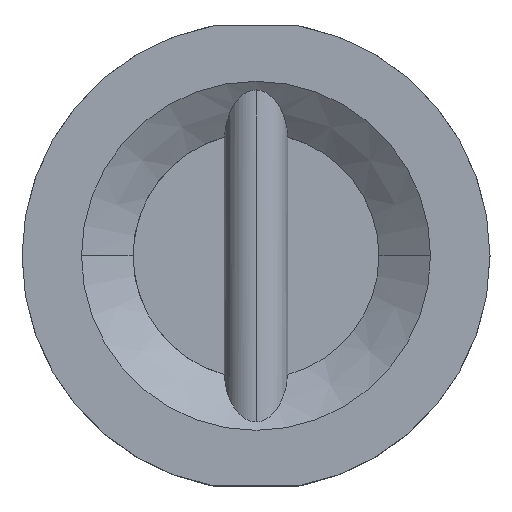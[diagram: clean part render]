
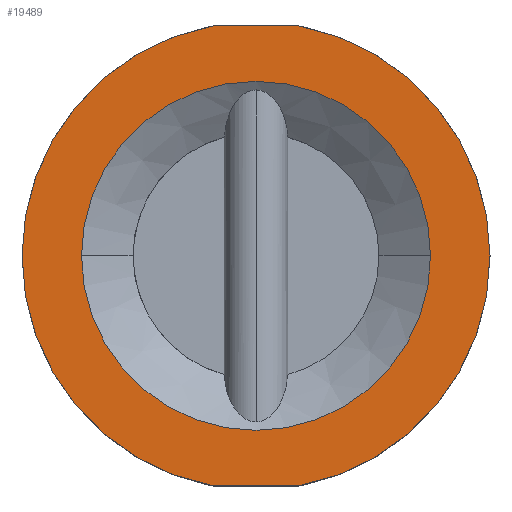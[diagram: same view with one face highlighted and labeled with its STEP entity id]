
A CAD part, top view. The second image highlights one B-rep face of the part: STEP entity #19489.
In plain terms, the highlighted planar face has unit normal (0, 0, 1).
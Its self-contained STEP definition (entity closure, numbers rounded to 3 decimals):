
#117 = VERTEX_POINT ( 'NONE', #14279 ) ;
#175 = EDGE_CURVE ( 'NONE', #11987, #117, #14417, .T. ) ;
#3917 = CARTESIAN_POINT ( 'NONE',  ( 44., 0., 0. ) ) ;
#3922 = DIRECTION ( 'NONE',  ( 1., 0., 0. ) ) ;
#3923 = DIRECTION ( 'NONE',  ( 0., 0., 1. ) ) ;
#3924 = CARTESIAN_POINT ( 'NONE',  ( 0., 0., 0. ) ) ;
#3925 = AXIS2_PLACEMENT_3D ( 'NONE', #3924, #3923, #3922 ) ;
#3926 = CIRCLE ( 'NONE', #3925, 44. ) ;
#3934 = CARTESIAN_POINT ( 'NONE',  ( -44., 0., 0. ) ) ;
#4155 = CARTESIAN_POINT ( 'NONE',  ( 59., 0., 0. ) ) ;
#4160 = CARTESIAN_POINT ( 'NONE',  ( 10.817, -58., 0. ) ) ;
#4199 = DIRECTION ( 'NONE',  ( 1., 0., 0. ) ) ;
#4200 = DIRECTION ( 'NONE',  ( 0., 0., 1. ) ) ;
#4201 = CARTESIAN_POINT ( 'NONE',  ( 0., 0., 0. ) ) ;
#4202 = AXIS2_PLACEMENT_3D ( 'NONE', #4201, #4200, #4199 ) ;
#4203 = CIRCLE ( 'NONE', #4202, 59. ) ;
#11074 = DIRECTION ( 'NONE',  ( 1., 0., 0. ) ) ;
#11075 = VECTOR ( 'NONE', #11074, 1000. ) ;
#11076 = CARTESIAN_POINT ( 'NONE',  ( -10.817, 58., 0. ) ) ;
#11081 = LINE ( 'NONE', #11076, #11075 ) ;
#11124 = DIRECTION ( 'NONE',  ( 1., 0., 0. ) ) ;
#11125 = DIRECTION ( 'NONE',  ( 0., 0., 1. ) ) ;
#11126 = CARTESIAN_POINT ( 'NONE',  ( 0., 0., 0. ) ) ;
#11127 = AXIS2_PLACEMENT_3D ( 'NONE', #11126, #11125, #11124 ) ;
#11128 = CIRCLE ( 'NONE', #11127, 44. ) ;
#11129 = DIRECTION ( 'NONE',  ( -1., 0., 0. ) ) ;
#11130 = VECTOR ( 'NONE', #11129, 1000. ) ;
#11131 = CARTESIAN_POINT ( 'NONE',  ( -10.817, -58., 0. ) ) ;
#11132 = LINE ( 'NONE', #11131, #11130 ) ;
#11133 = CARTESIAN_POINT ( 'NONE',  ( -10.817, 58., 0. ) ) ;
#11134 = CARTESIAN_POINT ( 'NONE',  ( -10.817, -58., 0. ) ) ;
#11139 = DIRECTION ( 'NONE',  ( -1., 0., 0. ) ) ;
#11140 = DIRECTION ( 'NONE',  ( 0., 0., -1. ) ) ;
#11141 = CARTESIAN_POINT ( 'NONE',  ( -44., 0., 0. ) ) ;
#11142 = AXIS2_PLACEMENT_3D ( 'NONE', #11141, #11140, #11139 ) ;
#11143 = PLANE ( 'NONE',  #11142 ) ;
#11144 = FACE_BOUND ( 'NONE', #19464, .T. ) ;
#11145 = DIRECTION ( 'NONE',  ( 1., 0., 0. ) ) ;
#11146 = DIRECTION ( 'NONE',  ( 0., 0., 1. ) ) ;
#11147 = AXIS2_PLACEMENT_3D ( 'NONE', #11154, #11146, #11145 ) ;
#11148 = CIRCLE ( 'NONE', #11147, 59. ) ;
#11149 = FACE_OUTER_BOUND ( 'NONE', #19487, .T. ) ;
#11154 = CARTESIAN_POINT ( 'NONE',  ( 0., 0., 0. ) ) ;
#11908 = VERTEX_POINT ( 'NONE', #3934 ) ;
#11913 = EDGE_CURVE ( 'NONE', #11908, #11918, #3926, .T. ) ;
#11918 = VERTEX_POINT ( 'NONE', #3917 ) ;
#11983 = VERTEX_POINT ( 'NONE', #4160 ) ;
#11987 = VERTEX_POINT ( 'NONE', #4155 ) ;
#11998 = EDGE_CURVE ( 'NONE', #11983, #11987, #4203, .T. ) ;
#14279 = CARTESIAN_POINT ( 'NONE',  ( 10.817, 58., 0. ) ) ;
#14413 = DIRECTION ( 'NONE',  ( 1., 0., 0. ) ) ;
#14414 = DIRECTION ( 'NONE',  ( 0., 0., 1. ) ) ;
#14415 = CARTESIAN_POINT ( 'NONE',  ( 0., 0., 0. ) ) ;
#14416 = AXIS2_PLACEMENT_3D ( 'NONE', #14415, #14414, #14413 ) ;
#14417 = CIRCLE ( 'NONE', #14416, 59. ) ;
#19464 = EDGE_LOOP ( 'NONE', ( #19467, #19465 ) ) ;
#19465 = ORIENTED_EDGE ( 'NONE', *, *, #11913, .F. ) ;
#19466 = EDGE_CURVE ( 'NONE', #19493, #117, #11081, .T. ) ;
#19467 = ORIENTED_EDGE ( 'NONE', *, *, #19501, .F. ) ;
#19468 = ORIENTED_EDGE ( 'NONE', *, *, #19466, .F. ) ;
#19469 = ORIENTED_EDGE ( 'NONE', *, *, #11998, .T. ) ;
#19470 = ORIENTED_EDGE ( 'NONE', *, *, #175, .T. ) ;
#19486 = EDGE_CURVE ( 'NONE', #19493, #19492, #11148, .T. ) ;
#19487 = EDGE_LOOP ( 'NONE', ( #19488, #19491, #19469, #19470, #19468 ) ) ;
#19488 = ORIENTED_EDGE ( 'NONE', *, *, #19486, .T. ) ;
#19489 = ADVANCED_FACE ( 'NONE', ( #11149, #11144 ), #11143, .F. ) ;
#19491 = ORIENTED_EDGE ( 'NONE', *, *, #19494, .F. ) ;
#19492 = VERTEX_POINT ( 'NONE', #11134 ) ;
#19493 = VERTEX_POINT ( 'NONE', #11133 ) ;
#19494 = EDGE_CURVE ( 'NONE', #11983, #19492, #11132, .T. ) ;
#19501 = EDGE_CURVE ( 'NONE', #11918, #11908, #11128, .T. ) ;
